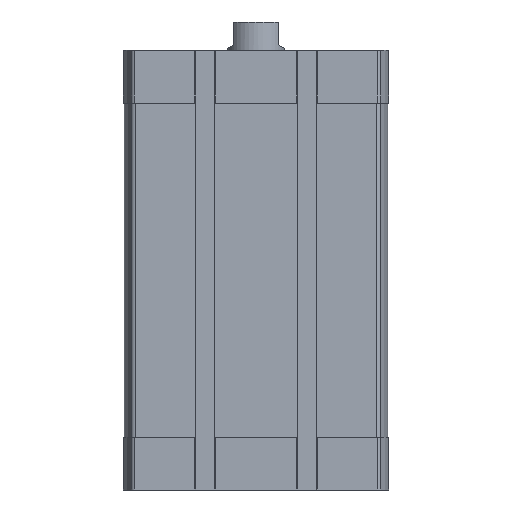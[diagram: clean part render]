
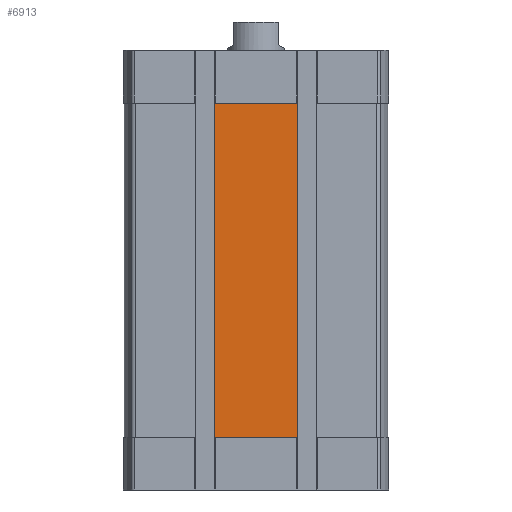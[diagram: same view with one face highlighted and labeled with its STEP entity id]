
A CAD part, left-side view. The second image highlights one B-rep face of the part: STEP entity #6913.
In plain terms, the highlighted planar face has unit normal (-1, 0, 0).
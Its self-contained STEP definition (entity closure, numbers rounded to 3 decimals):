
#99=PLANE('',#7602);
#525=LINE('',#10851,#1085);
#741=LINE('',#11489,#1301);
#743=LINE('',#11518,#1303);
#744=LINE('',#11520,#1304);
#1085=VECTOR('',#8506,1000.);
#1301=VECTOR('',#9148,1000.);
#1303=VECTOR('',#9182,1000.);
#1304=VECTOR('',#9185,1000.);
#2561=ORIENTED_EDGE('',*,*,#4188,.F.);
#2562=ORIENTED_EDGE('',*,*,#4173,.F.);
#2563=ORIENTED_EDGE('',*,*,#4187,.T.);
#2564=ORIENTED_EDGE('',*,*,#3848,.F.);
#3848=EDGE_CURVE('',#4805,#4733,#525,.T.);
#4173=EDGE_CURVE('',#4799,#5017,#741,.T.);
#4187=EDGE_CURVE('',#4799,#4733,#743,.T.);
#4188=EDGE_CURVE('',#5017,#4805,#744,.T.);
#4733=VERTEX_POINT('',#10645);
#4799=VERTEX_POINT('',#10829);
#4805=VERTEX_POINT('',#10844);
#5017=VERTEX_POINT('',#11490);
#5767=EDGE_LOOP('',(#2561,#2562,#2563,#2564));
#6265=FACE_BOUND('',#5767,.T.);
#6913=ADVANCED_FACE('',(#6265),#99,.T.);
#7602=AXIS2_PLACEMENT_3D('',#11521,#9186,#9187);
#8506=DIRECTION('',(0.,0.,-1.));
#9148=DIRECTION('',(0.,0.,1.));
#9182=DIRECTION('',(0.,-1.,0.));
#9185=DIRECTION('',(0.,-1.,0.));
#9186=DIRECTION('',(-1.,0.,0.));
#9187=DIRECTION('',(0.,0.,1.));
#10645=CARTESIAN_POINT('',(-37.55,-11.8,-110.2));
#10829=CARTESIAN_POINT('',(-37.55,11.8,-110.2));
#10844=CARTESIAN_POINT('',(-37.55,-11.8,-15.));
#10851=CARTESIAN_POINT('',(-37.55,-11.8,-125.2));
#11489=CARTESIAN_POINT('',(-37.55,11.8,-125.2));
#11490=CARTESIAN_POINT('',(-37.55,11.8,-15.));
#11518=CARTESIAN_POINT('',(-37.55,34.436,-110.2));
#11520=CARTESIAN_POINT('',(-37.55,34.436,-15.));
#11521=CARTESIAN_POINT('',(-37.55,34.436,-110.2));
